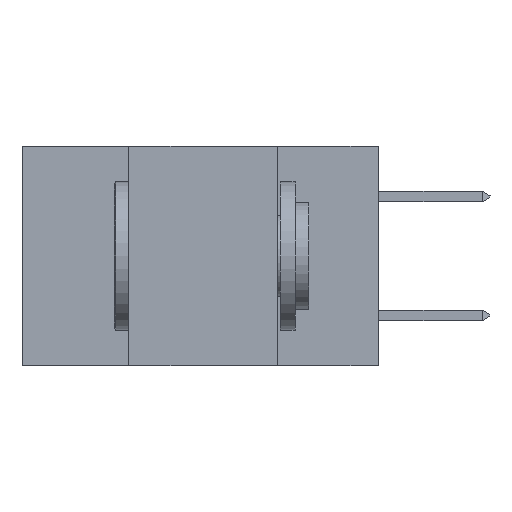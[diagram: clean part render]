
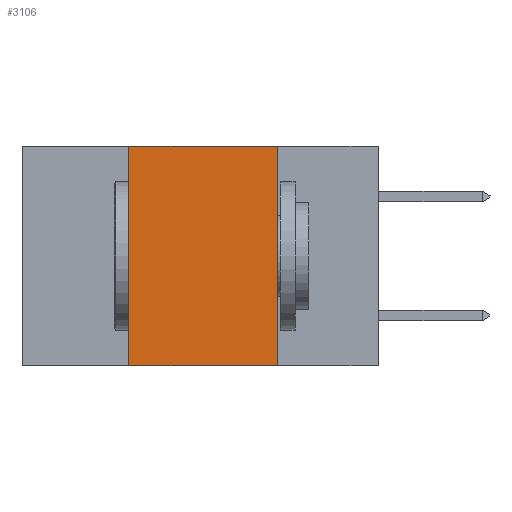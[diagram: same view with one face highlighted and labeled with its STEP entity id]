
A CAD part, left-side view. The second image highlights one B-rep face of the part: STEP entity #3106.
In plain terms, the highlighted planar face has unit normal (-1, 0, 0).
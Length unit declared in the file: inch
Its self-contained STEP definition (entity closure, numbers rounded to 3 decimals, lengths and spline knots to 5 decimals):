
#1597 = CARTESIAN_POINT ( 'NONE',  ( 0., 0.17, 0. ) ) ;
#1790 = CARTESIAN_POINT ( 'NONE',  ( 0., 0.42, 0. ) ) ;
#1803 = DIRECTION ( 'NONE',  ( 0., 0., 1. ) ) ;
#2517 = VECTOR ( 'NONE', #1803, 39.37008 ) ;
#2953 = DIRECTION ( 'NONE',  ( 0., -1., 0. ) ) ;
#3106 = ADVANCED_FACE ( 'NONE', ( #5793 ), #3939, .F. ) ;
#3174 = VECTOR ( 'NONE', #11909, 39.37008 ) ;
#3939 = PLANE ( 'NONE',  #10329 ) ;
#4758 = VERTEX_POINT ( 'NONE', #1790 ) ;
#5793 = FACE_OUTER_BOUND ( 'NONE', #22771, .T. ) ;
#6668 = CARTESIAN_POINT ( 'NONE',  ( 0., 0.6, -0.37 ) ) ;
#7487 = VECTOR ( 'NONE', #2953, 39.37008 ) ;
#10329 = AXIS2_PLACEMENT_3D ( 'NONE', #14426, #23041, #14975 ) ;
#10999 = CARTESIAN_POINT ( 'NONE',  ( 0., 0.17, -0.37 ) ) ;
#11021 = ORIENTED_EDGE ( 'NONE', *, *, #27484, .F. ) ;
#11169 = VERTEX_POINT ( 'NONE', #1597 ) ;
#11462 = LINE ( 'NONE', #20086, #7487 ) ;
#11909 = DIRECTION ( 'NONE',  ( 0., 0., -1. ) ) ;
#12439 = EDGE_CURVE ( 'NONE', #4758, #11169, #11462, .T. ) ;
#12548 = CARTESIAN_POINT ( 'NONE',  ( 0., 0.42, -0.37 ) ) ;
#14426 = CARTESIAN_POINT ( 'NONE',  ( 0., 0.6, 0. ) ) ;
#14447 = CARTESIAN_POINT ( 'NONE',  ( 0., 0.17, -0.37 ) ) ;
#14961 = LINE ( 'NONE', #12548, #2517 ) ;
#14975 = DIRECTION ( 'NONE',  ( 0., 0., -1. ) ) ;
#15240 = VERTEX_POINT ( 'NONE', #19697 ) ;
#15299 = DIRECTION ( 'NONE',  ( 0., -1., 0. ) ) ;
#16857 = VERTEX_POINT ( 'NONE', #10999 ) ;
#18094 = EDGE_CURVE ( 'NONE', #11169, #16857, #27176, .T. ) ;
#18299 = ORIENTED_EDGE ( 'NONE', *, *, #18094, .F. ) ;
#19697 = CARTESIAN_POINT ( 'NONE',  ( 0., 0.42, -0.37 ) ) ;
#20086 = CARTESIAN_POINT ( 'NONE',  ( 0., 0.6, 0. ) ) ;
#20749 = ORIENTED_EDGE ( 'NONE', *, *, #22021, .T. ) ;
#22021 = EDGE_CURVE ( 'NONE', #15240, #16857, #24489, .T. ) ;
#22771 = EDGE_LOOP ( 'NONE', ( #18299, #24093, #11021, #20749 ) ) ;
#23041 = DIRECTION ( 'NONE',  ( 1., 0., 0. ) ) ;
#24093 = ORIENTED_EDGE ( 'NONE', *, *, #12439, .F. ) ;
#24489 = LINE ( 'NONE', #6668, #26751 ) ;
#26751 = VECTOR ( 'NONE', #15299, 39.37008 ) ;
#27176 = LINE ( 'NONE', #14447, #3174 ) ;
#27484 = EDGE_CURVE ( 'NONE', #15240, #4758, #14961, .T. ) ;
